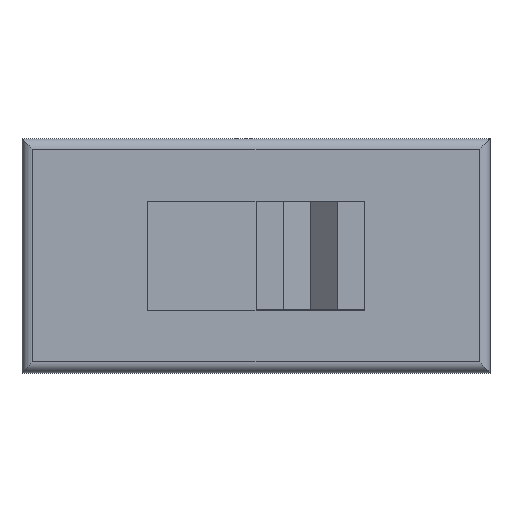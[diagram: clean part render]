
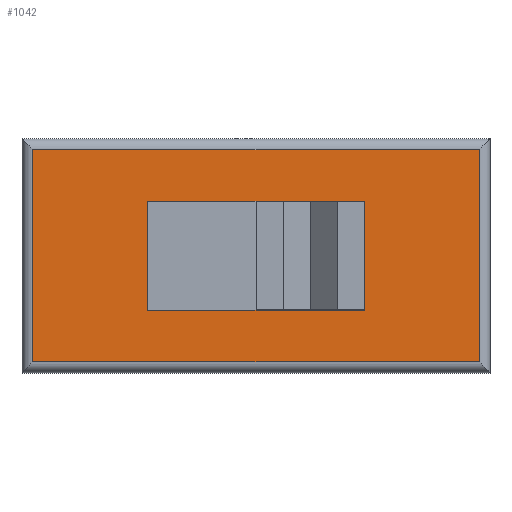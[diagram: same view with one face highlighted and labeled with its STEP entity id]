
A CAD part, top view. The second image highlights one B-rep face of the part: STEP entity #1042.
In plain terms, the highlighted planar face has unit normal (0, 0, 1).
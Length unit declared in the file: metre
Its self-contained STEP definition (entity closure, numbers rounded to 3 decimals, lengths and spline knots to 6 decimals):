
#80=ORIENTED_EDGE('',*,*,#384,.T.);
#81=ORIENTED_EDGE('',*,*,#385,.T.);
#82=ORIENTED_EDGE('',*,*,#386,.T.);
#83=ORIENTED_EDGE('',*,*,#387,.T.);
#84=ORIENTED_EDGE('',*,*,#388,.F.);
#85=ORIENTED_EDGE('',*,*,#380,.F.);
#86=ORIENTED_EDGE('',*,*,#389,.T.);
#87=ORIENTED_EDGE('',*,*,#373,.T.);
#88=ORIENTED_EDGE('',*,*,#390,.T.);
#89=ORIENTED_EDGE('',*,*,#391,.F.);
#373=EDGE_CURVE('',#527,#526,#626,.T.);
#380=EDGE_CURVE('',#531,#532,#633,.T.);
#384=EDGE_CURVE('',#535,#536,#637,.F.);
#385=EDGE_CURVE('',#536,#537,#638,.F.);
#386=EDGE_CURVE('',#537,#538,#639,.T.);
#387=EDGE_CURVE('',#538,#535,#640,.T.);
#388=EDGE_CURVE('',#532,#539,#641,.T.);
#389=EDGE_CURVE('',#531,#527,#642,.T.);
#390=EDGE_CURVE('',#526,#540,#643,.T.);
#391=EDGE_CURVE('',#539,#540,#644,.T.);
#526=VERTEX_POINT('',#1574);
#527=VERTEX_POINT('',#1576);
#531=VERTEX_POINT('',#1588);
#532=VERTEX_POINT('',#1590);
#535=VERTEX_POINT('',#1598);
#536=VERTEX_POINT('',#1599);
#537=VERTEX_POINT('',#1601);
#538=VERTEX_POINT('',#1603);
#539=VERTEX_POINT('',#1606);
#540=VERTEX_POINT('',#1609);
#626=LINE('',#1575,#747);
#633=LINE('',#1589,#754);
#637=LINE('',#1597,#758);
#638=LINE('',#1600,#759);
#639=LINE('',#1602,#760);
#640=LINE('',#1604,#761);
#641=LINE('',#1605,#762);
#642=LINE('',#1607,#763);
#643=LINE('',#1608,#764);
#644=LINE('',#1610,#765);
#747=VECTOR('',#1266,1.);
#754=VECTOR('',#1277,1.);
#758=VECTOR('',#1283,1.);
#759=VECTOR('',#1284,1.);
#760=VECTOR('',#1285,1.);
#761=VECTOR('',#1286,1.);
#762=VECTOR('',#1287,1.);
#763=VECTOR('',#1288,1.);
#764=VECTOR('',#1289,1.);
#765=VECTOR('',#1290,1.);
#866=EDGE_LOOP('',(#80,#81,#82,#83));
#867=EDGE_LOOP('',(#84,#85,#86,#87,#88,#89));
#929=FACE_BOUND('',#866,.T.);
#930=FACE_BOUND('',#867,.T.);
#992=PLANE('',#1169);
#1042=ADVANCED_FACE('',(#929,#930),#992,.T.);
#1169=AXIS2_PLACEMENT_3D('',#1596,#1281,#1282);
#1266=DIRECTION('',(-1.,0.,0.));
#1277=DIRECTION('',(-1.,0.,0.));
#1281=DIRECTION('',(0.,0.,1.));
#1282=DIRECTION('',(1.,0.,0.));
#1283=DIRECTION('',(-1.,0.,0.));
#1284=DIRECTION('',(0.,-1.,0.));
#1285=DIRECTION('',(-1.,0.,0.));
#1286=DIRECTION('',(0.,-1.,0.));
#1287=DIRECTION('',(-1.,0.,0.));
#1288=DIRECTION('',(0.,-1.,0.));
#1289=DIRECTION('',(-1.,0.,0.));
#1290=DIRECTION('',(0.,-1.,0.));
#1574=CARTESIAN_POINT('',(0.,-0.001,0.004));
#1575=CARTESIAN_POINT('',(0.001,-0.001,0.004));
#1576=CARTESIAN_POINT('',(0.002,-0.001,0.004));
#1588=CARTESIAN_POINT('',(0.002,0.001,0.004));
#1589=CARTESIAN_POINT('',(0.001,0.001,0.004));
#1590=CARTESIAN_POINT('',(0.,0.001,0.004));
#1596=CARTESIAN_POINT('',(0.,0.,0.004));
#1597=CARTESIAN_POINT('',(0.,-0.00195,0.004));
#1598=CARTESIAN_POINT('',(-0.0041,-0.00195,0.004));
#1599=CARTESIAN_POINT('',(0.0041,-0.00195,0.004));
#1600=CARTESIAN_POINT('',(0.0041,0.,0.004));
#1601=CARTESIAN_POINT('',(0.0041,0.00195,0.004));
#1602=CARTESIAN_POINT('',(-0.0043,0.00195,0.004));
#1603=CARTESIAN_POINT('',(-0.0041,0.00195,0.004));
#1604=CARTESIAN_POINT('',(-0.0041,-0.00215,0.004));
#1605=CARTESIAN_POINT('',(-0.001,0.001,0.004));
#1606=CARTESIAN_POINT('',(-0.002,0.001,0.004));
#1607=CARTESIAN_POINT('',(0.002,0.,0.004));
#1608=CARTESIAN_POINT('',(-0.001,-0.001,0.004));
#1609=CARTESIAN_POINT('',(-0.002,-0.001,0.004));
#1610=CARTESIAN_POINT('',(-0.002,0.,0.004));
